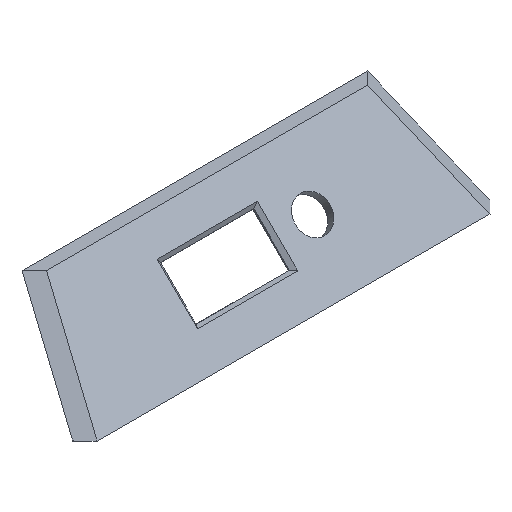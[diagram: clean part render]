
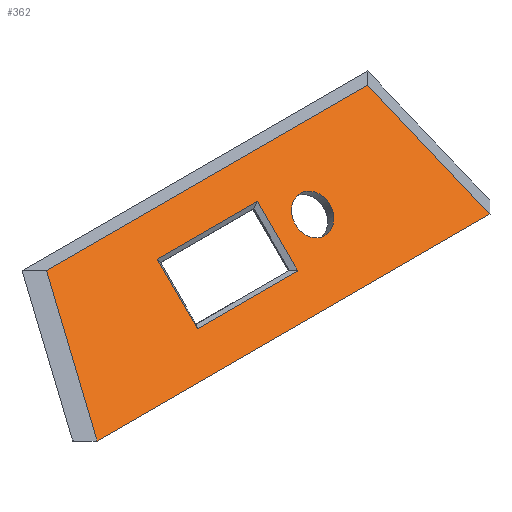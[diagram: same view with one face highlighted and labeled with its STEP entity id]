
A CAD part, isometric view. The second image highlights one B-rep face of the part: STEP entity #362.
In plain terms, the highlighted planar face has unit normal (0, -0.707, 0.707).
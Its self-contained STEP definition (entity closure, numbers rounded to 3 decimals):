
#151 = VERTEX_POINT('',#152);
#152 = CARTESIAN_POINT('',(-42.,-320.187,-13.116));
#160 = VERTEX_POINT('',#161);
#161 = CARTESIAN_POINT('',(-42.,-343.522,-36.451));
#167 = EDGE_CURVE('',#151,#160,#168,.T.);
#168 = LINE('',#169,#170);
#169 = CARTESIAN_POINT('',(-42.,-321.601,-14.53));
#170 = VECTOR('',#171,1.);
#171 = DIRECTION('',(0.,-0.707,-0.707
    ));
#321 = VERTEX_POINT('',#322);
#322 = CARTESIAN_POINT('',(16.,-343.522,-36.451));
#328 = EDGE_CURVE('',#160,#321,#329,.T.);
#329 = LINE('',#330,#331);
#330 = CARTESIAN_POINT('',(-40.,-343.522,-36.451));
#331 = VECTOR('',#332,1.);
#332 = DIRECTION('',(1.,0.,0.));
#343 = VERTEX_POINT('',#344);
#344 = CARTESIAN_POINT('',(16.,-320.187,-13.116));
#352 = EDGE_CURVE('',#343,#151,#353,.T.);
#353 = LINE('',#354,#355);
#354 = CARTESIAN_POINT('',(14.,-320.187,-13.116));
#355 = VECTOR('',#356,1.);
#356 = DIRECTION('',(-1.,0.,0.));
#362 = ADVANCED_FACE('',(#363,#374,#408),#419,.T.);
#363 = FACE_BOUND('',#364,.T.);
#364 = EDGE_LOOP('',(#365,#366,#367,#373));
#365 = ORIENTED_EDGE('',*,*,#167,.F.);
#366 = ORIENTED_EDGE('',*,*,#352,.F.);
#367 = ORIENTED_EDGE('',*,*,#368,.F.);
#368 = EDGE_CURVE('',#321,#343,#369,.T.);
#369 = LINE('',#370,#371);
#370 = CARTESIAN_POINT('',(16.,-342.107,-35.036));
#371 = VECTOR('',#372,1.);
#372 = DIRECTION('',(0.,0.707,0.707));
#373 = ORIENTED_EDGE('',*,*,#328,.F.);
#374 = FACE_BOUND('',#375,.T.);
#375 = EDGE_LOOP('',(#376,#386,#394,#402));
#376 = ORIENTED_EDGE('',*,*,#377,.F.);
#377 = EDGE_CURVE('',#378,#380,#382,.T.);
#378 = VERTEX_POINT('',#379);
#379 = CARTESIAN_POINT('',(-92.929,-307.071,
    0.));
#380 = VERTEX_POINT('',#381);
#381 = CARTESIAN_POINT('',(92.929,-307.071,
    0.));
#382 = LINE('',#383,#384);
#383 = CARTESIAN_POINT('',(99.874,-307.071,
    0.));
#384 = VECTOR('',#385,1.);
#385 = DIRECTION('',(1.,0.,0.));
#386 = ORIENTED_EDGE('',*,*,#387,.F.);
#387 = EDGE_CURVE('',#388,#378,#390,.T.);
#388 = VERTEX_POINT('',#389);
#389 = CARTESIAN_POINT('',(-113.64,-357.071,-50.));
#390 = LINE('',#391,#392);
#391 = CARTESIAN_POINT('',(-100.334,-324.947,
    -17.876));
#392 = VECTOR('',#393,1.);
#393 = DIRECTION('',(0.281,0.679,0.679));
#394 = ORIENTED_EDGE('',*,*,#395,.F.);
#395 = EDGE_CURVE('',#396,#388,#398,.T.);
#396 = VERTEX_POINT('',#397);
#397 = CARTESIAN_POINT('',(113.64,-357.071,-50.));
#398 = LINE('',#399,#400);
#399 = CARTESIAN_POINT('',(99.874,-357.071,-50.));
#400 = VECTOR('',#401,1.);
#401 = DIRECTION('',(-1.,0.,0.));
#402 = ORIENTED_EDGE('',*,*,#403,.F.);
#403 = EDGE_CURVE('',#380,#396,#404,.T.);
#404 = LINE('',#405,#406);
#405 = CARTESIAN_POINT('',(100.314,-324.899,
    -17.828));
#406 = VECTOR('',#407,1.);
#407 = DIRECTION('',(0.281,-0.679,-0.679));
#408 = FACE_BOUND('',#409,.T.);
#409 = EDGE_LOOP('',(#410));
#410 = ORIENTED_EDGE('',*,*,#411,.F.);
#411 = EDGE_CURVE('',#412,#412,#414,.T.);
#412 = VERTEX_POINT('',#413);
#413 = CARTESIAN_POINT('',(36.6,-324.43,-17.359));
#414 = CIRCLE('',#415,10.);
#415 = AXIS2_PLACEMENT_3D('',#416,#417,#418);
#416 = CARTESIAN_POINT('',(36.6,-331.501,-24.43));
#417 = DIRECTION('',(0.,-0.707,0.707)
  );
#418 = DIRECTION('',(0.,0.707,0.707));
#419 = PLANE('',#420);
#420 = AXIS2_PLACEMENT_3D('',#421,#422,#423);
#421 = CARTESIAN_POINT('',(-0.252,-333.781,
    -26.71));
#422 = DIRECTION('',(0.,-0.707,0.707)
  );
#423 = DIRECTION('',(0.,0.707,0.707));
